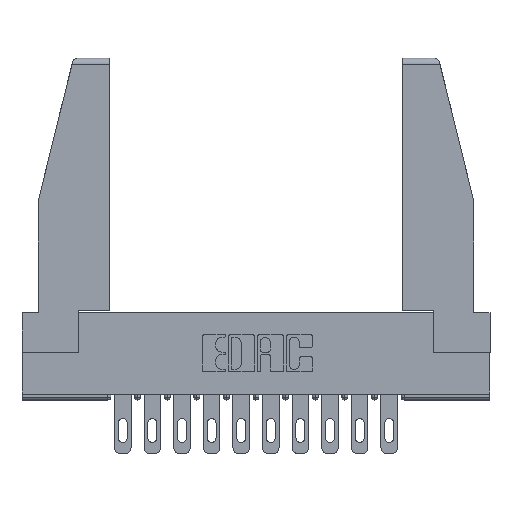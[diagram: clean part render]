
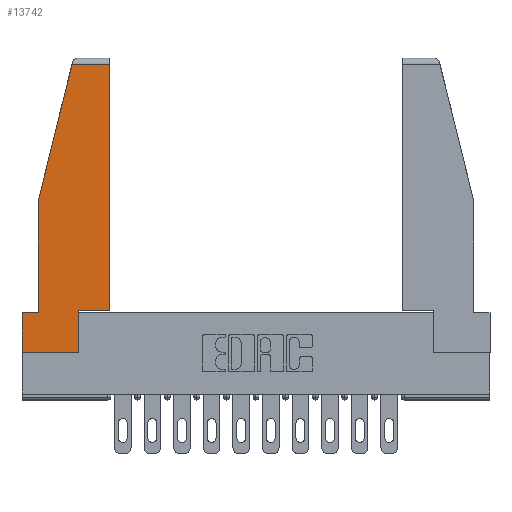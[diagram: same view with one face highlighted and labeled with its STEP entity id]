
A CAD part, top view. The second image highlights one B-rep face of the part: STEP entity #13742.
In plain terms, the highlighted planar face has unit normal (0, 0, 1).
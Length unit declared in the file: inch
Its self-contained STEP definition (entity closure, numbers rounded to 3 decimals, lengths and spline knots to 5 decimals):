
#72 = EDGE_CURVE ( 'NONE', #8526, #3257, #2635, .T. ) ;
#390 = CARTESIAN_POINT ( 'NONE',  ( 0.461, 0.223, 0. ) ) ;
#974 = EDGE_CURVE ( 'NONE', #3257, #10383, #14942, .T. ) ;
#1192 = LINE ( 'NONE', #16088, #5079 ) ;
#1240 = EDGE_CURVE ( 'NONE', #9496, #8526, #10923, .T. ) ;
#1407 = DIRECTION ( 'NONE',  ( -0.239, -0.971, 0. ) ) ;
#1805 = LINE ( 'NONE', #12978, #15644 ) ;
#1880 = DIRECTION ( 'NONE',  ( 1., 0., 0. ) ) ;
#2042 = CARTESIAN_POINT ( 'NONE',  ( 0., 0., 0. ) ) ;
#2141 = ORIENTED_EDGE ( 'NONE', *, *, #6395, .T. ) ;
#2282 = DIRECTION ( 'NONE',  ( 0., 1., 0. ) ) ;
#2312 = VERTEX_POINT ( 'NONE', #12922 ) ;
#2448 = CARTESIAN_POINT ( 'NONE',  ( 0.297, 0.223, 0. ) ) ;
#2635 = LINE ( 'NONE', #11101, #6250 ) ;
#2803 = ORIENTED_EDGE ( 'NONE', *, *, #72, .T. ) ;
#2895 = EDGE_CURVE ( 'NONE', #8380, #2312, #14499, .T. ) ;
#3226 = VECTOR ( 'NONE', #2282, 39.37008 ) ;
#3257 = VERTEX_POINT ( 'NONE', #9537 ) ;
#3416 = CARTESIAN_POINT ( 'NONE',  ( 0., 0.21, 0. ) ) ;
#3475 = CARTESIAN_POINT ( 'NONE',  ( 0., 0.21, 0. ) ) ;
#3697 = AXIS2_PLACEMENT_3D ( 'NONE', #2042, #4497, #1880 ) ;
#3799 = DIRECTION ( 'NONE',  ( 0., -1., 0. ) ) ;
#3915 = CARTESIAN_POINT ( 'NONE',  ( 0.461, 1.52, 0. ) ) ;
#4415 = PLANE ( 'NONE',  #3697 ) ;
#4497 = DIRECTION ( 'NONE',  ( 0., 0., 1. ) ) ;
#5079 = VECTOR ( 'NONE', #10757, 39.37008 ) ;
#5186 = CARTESIAN_POINT ( 'NONE',  ( 0.086, 0.8, 0. ) ) ;
#5207 = EDGE_CURVE ( 'NONE', #13256, #9496, #14179, .T. ) ;
#5790 = DIRECTION ( 'NONE',  ( 0., -1., 0. ) ) ;
#5799 = FACE_OUTER_BOUND ( 'NONE', #10223, .T. ) ;
#6250 = VECTOR ( 'NONE', #1407, 39.37008 ) ;
#6356 = VERTEX_POINT ( 'NONE', #15272 ) ;
#6395 = EDGE_CURVE ( 'NONE', #2312, #6356, #1805, .T. ) ;
#7039 = EDGE_CURVE ( 'NONE', #15041, #13256, #1192, .T. ) ;
#7074 = DIRECTION ( 'NONE',  ( 1., 0., 0. ) ) ;
#7248 = CARTESIAN_POINT ( 'NONE',  ( 0.086, 0.21, 0. ) ) ;
#7680 = VECTOR ( 'NONE', #12955, 39.37008 ) ;
#7862 = EDGE_CURVE ( 'NONE', #6356, #15041, #14679, .T. ) ;
#8020 = ORIENTED_EDGE ( 'NONE', *, *, #974, .T. ) ;
#8131 = VECTOR ( 'NONE', #13366, 39.37008 ) ;
#8262 = ORIENTED_EDGE ( 'NONE', *, *, #7862, .T. ) ;
#8380 = VERTEX_POINT ( 'NONE', #15240 ) ;
#8526 = VERTEX_POINT ( 'NONE', #12790 ) ;
#8665 = ORIENTED_EDGE ( 'NONE', *, *, #5207, .T. ) ;
#9294 = VECTOR ( 'NONE', #5790, 39.37008 ) ;
#9496 = VERTEX_POINT ( 'NONE', #3915 ) ;
#9537 = CARTESIAN_POINT ( 'NONE',  ( 0.086, 0.8, 0. ) ) ;
#9545 = ORIENTED_EDGE ( 'NONE', *, *, #1240, .T. ) ;
#9994 = ORIENTED_EDGE ( 'NONE', *, *, #2895, .T. ) ;
#10223 = EDGE_LOOP ( 'NONE', ( #8665, #9545, #2803, #8020, #14795, #9994, #2141, #8262, #13911 ) ) ;
#10383 = VERTEX_POINT ( 'NONE', #7248 ) ;
#10608 = VECTOR ( 'NONE', #13251, 39.37008 ) ;
#10661 = LINE ( 'NONE', #3475, #10608 ) ;
#10757 = DIRECTION ( 'NONE',  ( 1., 0., 0. ) ) ;
#10923 = LINE ( 'NONE', #15876, #8131 ) ;
#11101 = CARTESIAN_POINT ( 'NONE',  ( 0.271, 1.55, 0. ) ) ;
#11176 = EDGE_CURVE ( 'NONE', #10383, #8380, #10661, .T. ) ;
#12790 = CARTESIAN_POINT ( 'NONE',  ( 0.2636, 1.52, 0. ) ) ;
#12922 = CARTESIAN_POINT ( 'NONE',  ( 0., 0., 0. ) ) ;
#12955 = DIRECTION ( 'NONE',  ( 0., 1., 0. ) ) ;
#12978 = CARTESIAN_POINT ( 'NONE',  ( 0., 0., 0. ) ) ;
#13251 = DIRECTION ( 'NONE',  ( -1., 0., 0. ) ) ;
#13256 = VERTEX_POINT ( 'NONE', #13297 ) ;
#13297 = CARTESIAN_POINT ( 'NONE',  ( 0.461, 0.223, 0. ) ) ;
#13366 = DIRECTION ( 'NONE',  ( -1., 0., 0. ) ) ;
#13541 = VECTOR ( 'NONE', #3799, 39.37008 ) ;
#13742 = ADVANCED_FACE ( 'NONE', ( #5799 ), #4415, .T. ) ;
#13911 = ORIENTED_EDGE ( 'NONE', *, *, #7039, .T. ) ;
#14179 = LINE ( 'NONE', #390, #7680 ) ;
#14499 = LINE ( 'NONE', #3416, #9294 ) ;
#14594 = CARTESIAN_POINT ( 'NONE',  ( 0.297, 0., 0. ) ) ;
#14679 = LINE ( 'NONE', #14594, #3226 ) ;
#14795 = ORIENTED_EDGE ( 'NONE', *, *, #11176, .T. ) ;
#14942 = LINE ( 'NONE', #5186, #13541 ) ;
#15041 = VERTEX_POINT ( 'NONE', #2448 ) ;
#15240 = CARTESIAN_POINT ( 'NONE',  ( 0., 0.21, 0. ) ) ;
#15272 = CARTESIAN_POINT ( 'NONE',  ( 0.297, 0., 0. ) ) ;
#15644 = VECTOR ( 'NONE', #7074, 39.37008 ) ;
#15876 = CARTESIAN_POINT ( 'NONE',  ( 0., 1.52, 0. ) ) ;
#16088 = CARTESIAN_POINT ( 'NONE',  ( 0.297, 0.223, 0. ) ) ;
